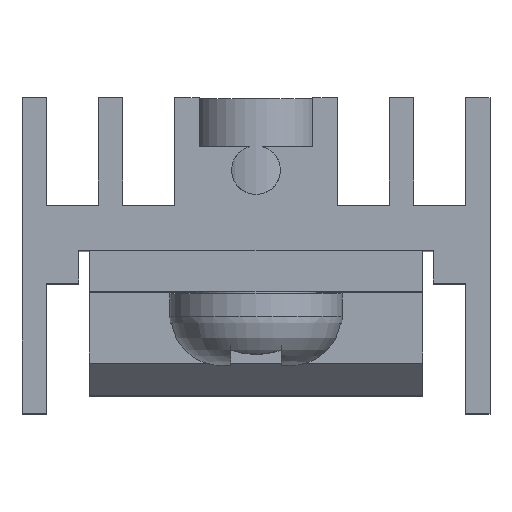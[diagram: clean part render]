
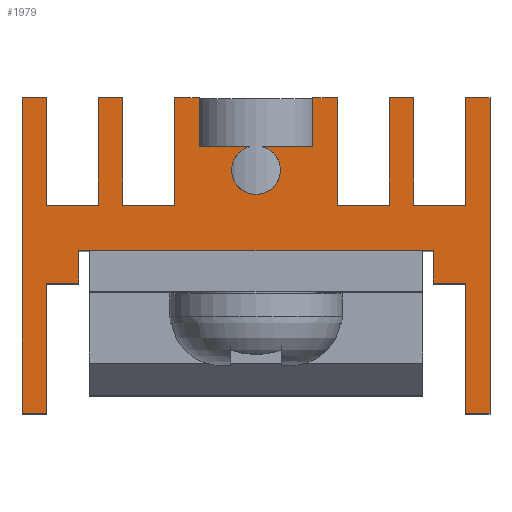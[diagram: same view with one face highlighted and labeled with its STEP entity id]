
A CAD part, top view. The second image highlights one B-rep face of the part: STEP entity #1979.
In plain terms, the highlighted planar face has unit normal (0, 0, 1).
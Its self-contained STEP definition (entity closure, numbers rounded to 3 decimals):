
#1615 = VERTEX_POINT('',#1616);
#1616 = CARTESIAN_POINT('',(-5.45,2.703,20.));
#1622 = EDGE_CURVE('',#1615,#1623,#1625,.T.);
#1623 = VERTEX_POINT('',#1624);
#1624 = CARTESIAN_POINT('',(-5.45,3.703,20.));
#1625 = LINE('',#1626,#1627);
#1626 = CARTESIAN_POINT('',(-5.45,2.703,20.));
#1627 = VECTOR('',#1628,1.);
#1628 = DIRECTION('',(0.,1.,0.));
#1655 = VERTEX_POINT('',#1656);
#1656 = CARTESIAN_POINT('',(5.45,2.703,20.));
#1669 = EDGE_CURVE('',#1615,#1655,#1670,.T.);
#1670 = LINE('',#1671,#1672);
#1671 = CARTESIAN_POINT('',(0.,2.703,20.));
#1672 = VECTOR('',#1673,1.);
#1673 = DIRECTION('',(1.,0.,0.));
#1695 = EDGE_CURVE('',#1623,#1696,#1698,.T.);
#1696 = VERTEX_POINT('',#1697);
#1697 = CARTESIAN_POINT('',(-6.45,3.703,20.));
#1698 = LINE('',#1699,#1700);
#1699 = CARTESIAN_POINT('',(-5.45,3.703,20.));
#1700 = VECTOR('',#1701,1.);
#1701 = DIRECTION('',(-1.,0.,0.));
#1979 = ADVANCED_FACE('',(#1980),#2232,.T.);
#1980 = FACE_BOUND('',#1981,.T.);
#1981 = EDGE_LOOP('',(#1982,#1983,#1984,#1992,#2000,#2008,#2016,#2024,
    #2032,#2040,#2048,#2056,#2064,#2072,#2080,#2088,#2096,#2105,#2113,
    #2121,#2129,#2137,#2145,#2153,#2161,#2169,#2177,#2185,#2193,#2201,
    #2209,#2217,#2225,#2231));
#1982 = ORIENTED_EDGE('',*,*,#1622,.T.);
#1983 = ORIENTED_EDGE('',*,*,#1695,.T.);
#1984 = ORIENTED_EDGE('',*,*,#1985,.T.);
#1985 = EDGE_CURVE('',#1696,#1986,#1988,.T.);
#1986 = VERTEX_POINT('',#1987);
#1987 = CARTESIAN_POINT('',(-6.45,7.703,20.));
#1988 = LINE('',#1989,#1990);
#1989 = CARTESIAN_POINT('',(-6.45,3.703,20.));
#1990 = VECTOR('',#1991,1.);
#1991 = DIRECTION('',(0.,1.,0.));
#1992 = ORIENTED_EDGE('',*,*,#1993,.T.);
#1993 = EDGE_CURVE('',#1986,#1994,#1996,.T.);
#1994 = VERTEX_POINT('',#1995);
#1995 = CARTESIAN_POINT('',(-7.2,7.703,20.));
#1996 = LINE('',#1997,#1998);
#1997 = CARTESIAN_POINT('',(-6.45,7.703,20.));
#1998 = VECTOR('',#1999,1.);
#1999 = DIRECTION('',(-1.,0.,0.));
#2000 = ORIENTED_EDGE('',*,*,#2001,.T.);
#2001 = EDGE_CURVE('',#1994,#2002,#2004,.T.);
#2002 = VERTEX_POINT('',#2003);
#2003 = CARTESIAN_POINT('',(-7.2,-1.997,20.));
#2004 = LINE('',#2005,#2006);
#2005 = CARTESIAN_POINT('',(-7.2,7.703,20.));
#2006 = VECTOR('',#2007,1.);
#2007 = DIRECTION('',(0.,-1.,0.));
#2008 = ORIENTED_EDGE('',*,*,#2009,.T.);
#2009 = EDGE_CURVE('',#2002,#2010,#2012,.T.);
#2010 = VERTEX_POINT('',#2011);
#2011 = CARTESIAN_POINT('',(-6.45,-1.997,20.));
#2012 = LINE('',#2013,#2014);
#2013 = CARTESIAN_POINT('',(-7.2,-1.997,20.));
#2014 = VECTOR('',#2015,1.);
#2015 = DIRECTION('',(1.,0.,0.));
#2016 = ORIENTED_EDGE('',*,*,#2017,.T.);
#2017 = EDGE_CURVE('',#2010,#2018,#2020,.T.);
#2018 = VERTEX_POINT('',#2019);
#2019 = CARTESIAN_POINT('',(-6.45,1.303,20.));
#2020 = LINE('',#2021,#2022);
#2021 = CARTESIAN_POINT('',(-6.45,-1.997,20.));
#2022 = VECTOR('',#2023,1.);
#2023 = DIRECTION('',(0.,1.,0.));
#2024 = ORIENTED_EDGE('',*,*,#2025,.T.);
#2025 = EDGE_CURVE('',#2018,#2026,#2028,.T.);
#2026 = VERTEX_POINT('',#2027);
#2027 = CARTESIAN_POINT('',(-4.85,1.303,20.));
#2028 = LINE('',#2029,#2030);
#2029 = CARTESIAN_POINT('',(-6.45,1.303,20.));
#2030 = VECTOR('',#2031,1.);
#2031 = DIRECTION('',(1.,0.,0.));
#2032 = ORIENTED_EDGE('',*,*,#2033,.T.);
#2033 = EDGE_CURVE('',#2026,#2034,#2036,.T.);
#2034 = VERTEX_POINT('',#2035);
#2035 = CARTESIAN_POINT('',(-4.85,-1.997,20.));
#2036 = LINE('',#2037,#2038);
#2037 = CARTESIAN_POINT('',(-4.85,1.303,20.));
#2038 = VECTOR('',#2039,1.);
#2039 = DIRECTION('',(0.,-1.,0.));
#2040 = ORIENTED_EDGE('',*,*,#2041,.T.);
#2041 = EDGE_CURVE('',#2034,#2042,#2044,.T.);
#2042 = VERTEX_POINT('',#2043);
#2043 = CARTESIAN_POINT('',(-4.1,-1.997,20.));
#2044 = LINE('',#2045,#2046);
#2045 = CARTESIAN_POINT('',(-4.85,-1.997,20.));
#2046 = VECTOR('',#2047,1.);
#2047 = DIRECTION('',(1.,0.,0.));
#2048 = ORIENTED_EDGE('',*,*,#2049,.T.);
#2049 = EDGE_CURVE('',#2042,#2050,#2052,.T.);
#2050 = VERTEX_POINT('',#2051);
#2051 = CARTESIAN_POINT('',(-4.1,1.303,20.));
#2052 = LINE('',#2053,#2054);
#2053 = CARTESIAN_POINT('',(-4.1,-1.997,20.));
#2054 = VECTOR('',#2055,1.);
#2055 = DIRECTION('',(0.,1.,0.));
#2056 = ORIENTED_EDGE('',*,*,#2057,.T.);
#2057 = EDGE_CURVE('',#2050,#2058,#2060,.T.);
#2058 = VERTEX_POINT('',#2059);
#2059 = CARTESIAN_POINT('',(-2.5,1.303,20.));
#2060 = LINE('',#2061,#2062);
#2061 = CARTESIAN_POINT('',(-4.1,1.303,20.));
#2062 = VECTOR('',#2063,1.);
#2063 = DIRECTION('',(1.,0.,0.));
#2064 = ORIENTED_EDGE('',*,*,#2065,.T.);
#2065 = EDGE_CURVE('',#2058,#2066,#2068,.T.);
#2066 = VERTEX_POINT('',#2067);
#2067 = CARTESIAN_POINT('',(-2.5,-1.997,20.));
#2068 = LINE('',#2069,#2070);
#2069 = CARTESIAN_POINT('',(-2.5,1.303,20.));
#2070 = VECTOR('',#2071,1.);
#2071 = DIRECTION('',(0.,-1.,0.));
#2072 = ORIENTED_EDGE('',*,*,#2073,.T.);
#2073 = EDGE_CURVE('',#2066,#2074,#2076,.T.);
#2074 = VERTEX_POINT('',#2075);
#2075 = CARTESIAN_POINT('',(-1.75,-1.997,20.));
#2076 = LINE('',#2077,#2078);
#2077 = CARTESIAN_POINT('',(-2.5,-1.997,20.));
#2078 = VECTOR('',#2079,1.);
#2079 = DIRECTION('',(1.,0.,0.));
#2080 = ORIENTED_EDGE('',*,*,#2081,.T.);
#2081 = EDGE_CURVE('',#2074,#2082,#2084,.T.);
#2082 = VERTEX_POINT('',#2083);
#2083 = CARTESIAN_POINT('',(-1.75,-0.497,20.));
#2084 = LINE('',#2085,#2086);
#2085 = CARTESIAN_POINT('',(-1.75,-1.997,20.));
#2086 = VECTOR('',#2087,1.);
#2087 = DIRECTION('',(0.,1.,0.));
#2088 = ORIENTED_EDGE('',*,*,#2089,.T.);
#2089 = EDGE_CURVE('',#2082,#2090,#2092,.T.);
#2090 = VERTEX_POINT('',#2091);
#2091 = CARTESIAN_POINT('',(-0.202,-0.497,20.));
#2092 = LINE('',#2093,#2094);
#2093 = CARTESIAN_POINT('',(-1.75,-0.497,20.));
#2094 = VECTOR('',#2095,1.);
#2095 = DIRECTION('',(1.,0.,0.));
#2096 = ORIENTED_EDGE('',*,*,#2097,.F.);
#2097 = EDGE_CURVE('',#2098,#2090,#2100,.T.);
#2098 = VERTEX_POINT('',#2099);
#2099 = CARTESIAN_POINT('',(0.202,-0.497,20.));
#2100 = CIRCLE('',#2101,0.75);
#2101 = AXIS2_PLACEMENT_3D('',#2102,#2103,#2104);
#2102 = CARTESIAN_POINT('',(0.,0.225,20.));
#2103 = DIRECTION('',(0.,0.,1.));
#2104 = DIRECTION('',(1.,0.,0.));
#2105 = ORIENTED_EDGE('',*,*,#2106,.T.);
#2106 = EDGE_CURVE('',#2098,#2107,#2109,.T.);
#2107 = VERTEX_POINT('',#2108);
#2108 = CARTESIAN_POINT('',(1.75,-0.497,20.));
#2109 = LINE('',#2110,#2111);
#2110 = CARTESIAN_POINT('',(0.202,-0.497,20.));
#2111 = VECTOR('',#2112,1.);
#2112 = DIRECTION('',(1.,0.,0.));
#2113 = ORIENTED_EDGE('',*,*,#2114,.T.);
#2114 = EDGE_CURVE('',#2107,#2115,#2117,.T.);
#2115 = VERTEX_POINT('',#2116);
#2116 = CARTESIAN_POINT('',(1.75,-1.997,20.));
#2117 = LINE('',#2118,#2119);
#2118 = CARTESIAN_POINT('',(1.75,-0.497,20.));
#2119 = VECTOR('',#2120,1.);
#2120 = DIRECTION('',(0.,-1.,0.));
#2121 = ORIENTED_EDGE('',*,*,#2122,.T.);
#2122 = EDGE_CURVE('',#2115,#2123,#2125,.T.);
#2123 = VERTEX_POINT('',#2124);
#2124 = CARTESIAN_POINT('',(2.5,-1.997,20.));
#2125 = LINE('',#2126,#2127);
#2126 = CARTESIAN_POINT('',(1.75,-1.997,20.));
#2127 = VECTOR('',#2128,1.);
#2128 = DIRECTION('',(1.,0.,0.));
#2129 = ORIENTED_EDGE('',*,*,#2130,.T.);
#2130 = EDGE_CURVE('',#2123,#2131,#2133,.T.);
#2131 = VERTEX_POINT('',#2132);
#2132 = CARTESIAN_POINT('',(2.5,1.303,20.));
#2133 = LINE('',#2134,#2135);
#2134 = CARTESIAN_POINT('',(2.5,-1.997,20.));
#2135 = VECTOR('',#2136,1.);
#2136 = DIRECTION('',(0.,1.,0.));
#2137 = ORIENTED_EDGE('',*,*,#2138,.T.);
#2138 = EDGE_CURVE('',#2131,#2139,#2141,.T.);
#2139 = VERTEX_POINT('',#2140);
#2140 = CARTESIAN_POINT('',(4.1,1.303,20.));
#2141 = LINE('',#2142,#2143);
#2142 = CARTESIAN_POINT('',(2.5,1.303,20.));
#2143 = VECTOR('',#2144,1.);
#2144 = DIRECTION('',(1.,0.,0.));
#2145 = ORIENTED_EDGE('',*,*,#2146,.T.);
#2146 = EDGE_CURVE('',#2139,#2147,#2149,.T.);
#2147 = VERTEX_POINT('',#2148);
#2148 = CARTESIAN_POINT('',(4.1,-1.997,20.));
#2149 = LINE('',#2150,#2151);
#2150 = CARTESIAN_POINT('',(4.1,1.303,20.));
#2151 = VECTOR('',#2152,1.);
#2152 = DIRECTION('',(0.,-1.,0.));
#2153 = ORIENTED_EDGE('',*,*,#2154,.T.);
#2154 = EDGE_CURVE('',#2147,#2155,#2157,.T.);
#2155 = VERTEX_POINT('',#2156);
#2156 = CARTESIAN_POINT('',(4.85,-1.997,20.));
#2157 = LINE('',#2158,#2159);
#2158 = CARTESIAN_POINT('',(4.1,-1.997,20.));
#2159 = VECTOR('',#2160,1.);
#2160 = DIRECTION('',(1.,0.,0.));
#2161 = ORIENTED_EDGE('',*,*,#2162,.T.);
#2162 = EDGE_CURVE('',#2155,#2163,#2165,.T.);
#2163 = VERTEX_POINT('',#2164);
#2164 = CARTESIAN_POINT('',(4.85,1.303,20.));
#2165 = LINE('',#2166,#2167);
#2166 = CARTESIAN_POINT('',(4.85,-1.997,20.));
#2167 = VECTOR('',#2168,1.);
#2168 = DIRECTION('',(0.,1.,0.));
#2169 = ORIENTED_EDGE('',*,*,#2170,.T.);
#2170 = EDGE_CURVE('',#2163,#2171,#2173,.T.);
#2171 = VERTEX_POINT('',#2172);
#2172 = CARTESIAN_POINT('',(6.45,1.303,20.));
#2173 = LINE('',#2174,#2175);
#2174 = CARTESIAN_POINT('',(4.85,1.303,20.));
#2175 = VECTOR('',#2176,1.);
#2176 = DIRECTION('',(1.,0.,0.));
#2177 = ORIENTED_EDGE('',*,*,#2178,.T.);
#2178 = EDGE_CURVE('',#2171,#2179,#2181,.T.);
#2179 = VERTEX_POINT('',#2180);
#2180 = CARTESIAN_POINT('',(6.45,-1.997,20.));
#2181 = LINE('',#2182,#2183);
#2182 = CARTESIAN_POINT('',(6.45,1.303,20.));
#2183 = VECTOR('',#2184,1.);
#2184 = DIRECTION('',(0.,-1.,0.));
#2185 = ORIENTED_EDGE('',*,*,#2186,.T.);
#2186 = EDGE_CURVE('',#2179,#2187,#2189,.T.);
#2187 = VERTEX_POINT('',#2188);
#2188 = CARTESIAN_POINT('',(7.2,-1.997,20.));
#2189 = LINE('',#2190,#2191);
#2190 = CARTESIAN_POINT('',(6.45,-1.997,20.));
#2191 = VECTOR('',#2192,1.);
#2192 = DIRECTION('',(1.,0.,0.));
#2193 = ORIENTED_EDGE('',*,*,#2194,.T.);
#2194 = EDGE_CURVE('',#2187,#2195,#2197,.T.);
#2195 = VERTEX_POINT('',#2196);
#2196 = CARTESIAN_POINT('',(7.2,7.703,20.));
#2197 = LINE('',#2198,#2199);
#2198 = CARTESIAN_POINT('',(7.2,-1.997,20.));
#2199 = VECTOR('',#2200,1.);
#2200 = DIRECTION('',(0.,1.,0.));
#2201 = ORIENTED_EDGE('',*,*,#2202,.T.);
#2202 = EDGE_CURVE('',#2195,#2203,#2205,.T.);
#2203 = VERTEX_POINT('',#2204);
#2204 = CARTESIAN_POINT('',(6.45,7.703,20.));
#2205 = LINE('',#2206,#2207);
#2206 = CARTESIAN_POINT('',(7.2,7.703,20.));
#2207 = VECTOR('',#2208,1.);
#2208 = DIRECTION('',(-1.,0.,0.));
#2209 = ORIENTED_EDGE('',*,*,#2210,.T.);
#2210 = EDGE_CURVE('',#2203,#2211,#2213,.T.);
#2211 = VERTEX_POINT('',#2212);
#2212 = CARTESIAN_POINT('',(6.45,3.703,20.));
#2213 = LINE('',#2214,#2215);
#2214 = CARTESIAN_POINT('',(6.45,7.703,20.));
#2215 = VECTOR('',#2216,1.);
#2216 = DIRECTION('',(0.,-1.,0.));
#2217 = ORIENTED_EDGE('',*,*,#2218,.T.);
#2218 = EDGE_CURVE('',#2211,#2219,#2221,.T.);
#2219 = VERTEX_POINT('',#2220);
#2220 = CARTESIAN_POINT('',(5.45,3.703,20.));
#2221 = LINE('',#2222,#2223);
#2222 = CARTESIAN_POINT('',(6.45,3.703,20.));
#2223 = VECTOR('',#2224,1.);
#2224 = DIRECTION('',(-1.,0.,0.));
#2225 = ORIENTED_EDGE('',*,*,#2226,.T.);
#2226 = EDGE_CURVE('',#2219,#1655,#2227,.T.);
#2227 = LINE('',#2228,#2229);
#2228 = CARTESIAN_POINT('',(5.45,3.703,20.));
#2229 = VECTOR('',#2230,1.);
#2230 = DIRECTION('',(0.,-1.,0.));
#2231 = ORIENTED_EDGE('',*,*,#1669,.F.);
#2232 = PLANE('',#2233);
#2233 = AXIS2_PLACEMENT_3D('',#2234,#2235,#2236);
#2234 = CARTESIAN_POINT('',(0.,1.559,20.));
#2235 = DIRECTION('',(0.,0.,1.));
#2236 = DIRECTION('',(1.,0.,0.));
